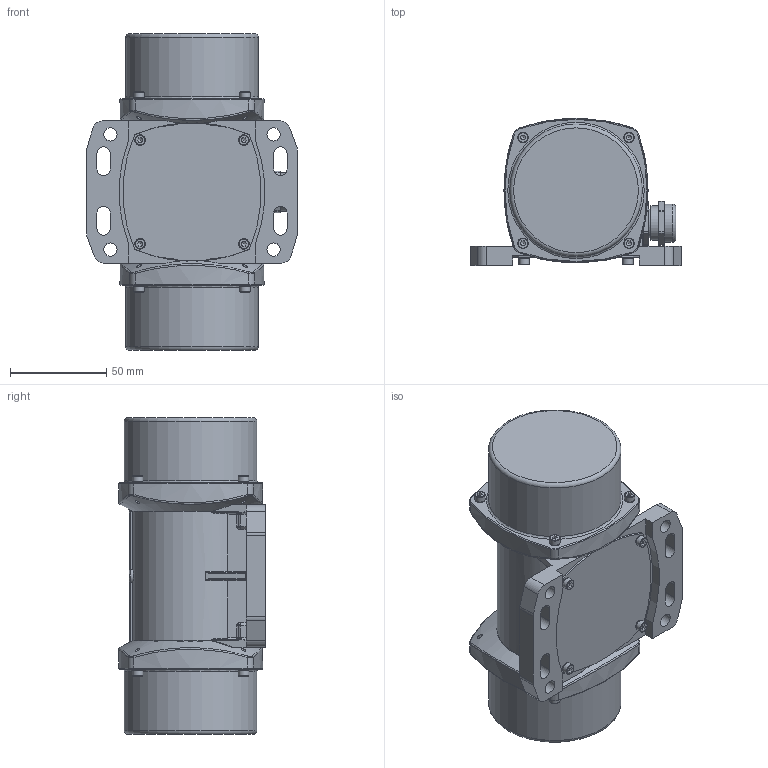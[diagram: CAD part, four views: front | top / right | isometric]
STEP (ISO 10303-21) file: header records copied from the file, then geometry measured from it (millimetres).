
FILE_DESCRIPTION((''),'2;1');
FILE_NAME('A05-L165 neu.stp','2021-12-07T11:17:11',('Doris'),(''),'Autodesk Inventor 2008','Autodesk Inventor 2008','');
FILE_SCHEMA(('AUTOMOTIVE_DESIGN { 1 0 10303 214 1 1 1 1 }'));
Length unit declared in the file: millimetre
Products named in the file (1): A05-L165 neu
Bounding box: 110 x 76.5 x 165 mm (x, y, z)
Volume: 211836.4 mm3; surface area: 112849.6 mm2
Topology: 1 solids, 10 shells, 665 faces, 1555 edges, 967 vertices
Faces by surface type: plane 240, cylinder 179, bspline 163, torus 41, cone 24, sphere 18
Full cylindrical faces by diameter (mm): 3 x12, 3.5 x8, 4.8 x12, 5.5 x12, 7 x4, 9 x1, 15 x1, 18 x1, 20 x1, 50 x1, 67 x2, 69 x2
Entity records: 25228 total; most frequent: CARTESIAN_POINT 10978, DIRECTION 2680, ORIENTED_EDGE 2642, EDGE_CURVE 1321, AXIS2_PLACEMENT_3D 1092, EDGE_LOOP 933, VERTEX_POINT 902, FACE_OUTER_BOUND 665
